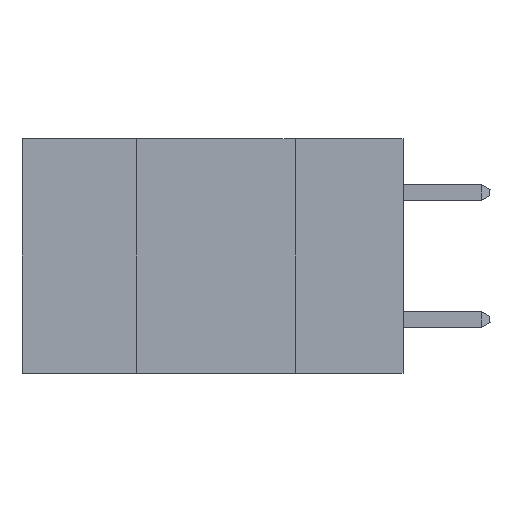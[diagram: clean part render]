
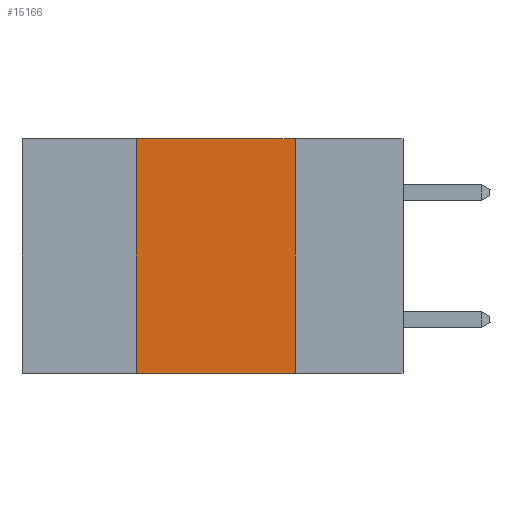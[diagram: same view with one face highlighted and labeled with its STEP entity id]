
A CAD part, left-side view. The second image highlights one B-rep face of the part: STEP entity #15166.
In plain terms, the highlighted planar face has unit normal (-1, 0, 0).
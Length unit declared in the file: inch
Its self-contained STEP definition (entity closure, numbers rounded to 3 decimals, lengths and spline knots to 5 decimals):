
#635 = CARTESIAN_POINT ( 'NONE',  ( 0., 0.42, 0. ) ) ;
#853 = CARTESIAN_POINT ( 'NONE',  ( 0., 0.17, -0.37 ) ) ;
#2099 = EDGE_CURVE ( 'NONE', #14278, #4319, #17687, .T. ) ;
#2180 = DIRECTION ( 'NONE',  ( 0., 0., 1. ) ) ;
#2398 = CARTESIAN_POINT ( 'NONE',  ( 0., 0.17, 0. ) ) ;
#3284 = EDGE_LOOP ( 'NONE', ( #6843, #5670, #5831, #8915 ) ) ;
#3930 = LINE ( 'NONE', #635, #6819 ) ;
#4319 = VERTEX_POINT ( 'NONE', #853 ) ;
#5301 = CARTESIAN_POINT ( 'NONE',  ( 0., 0.6, 0. ) ) ;
#5670 = ORIENTED_EDGE ( 'NONE', *, *, #7032, .F. ) ;
#5831 = ORIENTED_EDGE ( 'NONE', *, *, #10639, .F. ) ;
#6724 = DIRECTION ( 'NONE',  ( 0., 0., -1. ) ) ;
#6819 = VECTOR ( 'NONE', #2180, 39.37008 ) ;
#6843 = ORIENTED_EDGE ( 'NONE', *, *, #15577, .F. ) ;
#7032 = EDGE_CURVE ( 'NONE', #14631, #12060, #13399, .T. ) ;
#7848 = CARTESIAN_POINT ( 'NONE',  ( 0., 0.42, 0. ) ) ;
#7909 = VECTOR ( 'NONE', #15867, 39.37008 ) ;
#8335 = LINE ( 'NONE', #9074, #7909 ) ;
#8915 = ORIENTED_EDGE ( 'NONE', *, *, #2099, .T. ) ;
#9074 = CARTESIAN_POINT ( 'NONE',  ( 0., 0.17, 0. ) ) ;
#10520 = VECTOR ( 'NONE', #16906, 39.37008 ) ;
#10639 = EDGE_CURVE ( 'NONE', #14278, #14631, #3930, .T. ) ;
#12030 = FACE_OUTER_BOUND ( 'NONE', #3284, .T. ) ;
#12060 = VERTEX_POINT ( 'NONE', #2398 ) ;
#13399 = LINE ( 'NONE', #15456, #16957 ) ;
#13592 = PLANE ( 'NONE',  #15277 ) ;
#14018 = CARTESIAN_POINT ( 'NONE',  ( 0., 0.42, -0.37 ) ) ;
#14278 = VERTEX_POINT ( 'NONE', #14018 ) ;
#14631 = VERTEX_POINT ( 'NONE', #7848 ) ;
#14954 = DIRECTION ( 'NONE',  ( 1., 0., 0. ) ) ;
#15166 = ADVANCED_FACE ( 'NONE', ( #12030 ), #13592, .F. ) ;
#15277 = AXIS2_PLACEMENT_3D ( 'NONE', #5301, #14954, #6724 ) ;
#15456 = CARTESIAN_POINT ( 'NONE',  ( 0., 0.6, 0. ) ) ;
#15577 = EDGE_CURVE ( 'NONE', #12060, #4319, #8335, .T. ) ;
#15867 = DIRECTION ( 'NONE',  ( 0., 0., -1. ) ) ;
#16057 = DIRECTION ( 'NONE',  ( 0., -1., 0. ) ) ;
#16906 = DIRECTION ( 'NONE',  ( 0., -1., 0. ) ) ;
#16957 = VECTOR ( 'NONE', #16057, 39.37008 ) ;
#17207 = CARTESIAN_POINT ( 'NONE',  ( 0., 0.6, -0.37 ) ) ;
#17687 = LINE ( 'NONE', #17207, #10520 ) ;
